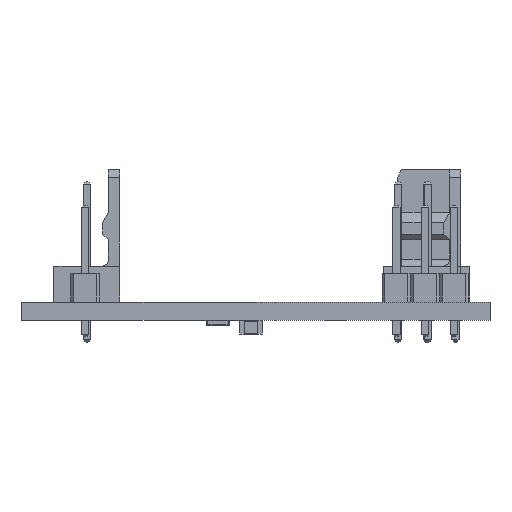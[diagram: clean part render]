
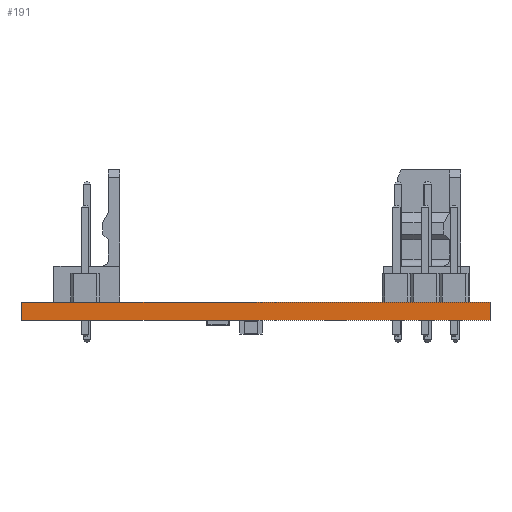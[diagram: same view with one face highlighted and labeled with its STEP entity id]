
A CAD part, front view. The second image highlights one B-rep face of the part: STEP entity #191.
In plain terms, the highlighted planar face has unit normal (0, -1, 0).
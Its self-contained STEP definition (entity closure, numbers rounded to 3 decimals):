
#135 = VERTEX_POINT('',#136);
#136 = CARTESIAN_POINT('',(168.275,-111.76,-1.6));
#142 = EDGE_CURVE('',#143,#135,#145,.T.);
#143 = VERTEX_POINT('',#144);
#144 = CARTESIAN_POINT('',(168.275,-111.76,0.));
#145 = LINE('',#146,#147);
#146 = CARTESIAN_POINT('',(168.275,-111.76,0.));
#147 = VECTOR('',#148,1.);
#148 = DIRECTION('',(0.,0.,-1.));
#166 = VERTEX_POINT('',#167);
#167 = CARTESIAN_POINT('',(127.,-111.76,-1.6));
#173 = EDGE_CURVE('',#174,#166,#176,.T.);
#174 = VERTEX_POINT('',#175);
#175 = CARTESIAN_POINT('',(127.,-111.76,0.));
#176 = LINE('',#177,#178);
#177 = CARTESIAN_POINT('',(127.,-111.76,0.));
#178 = VECTOR('',#179,1.);
#179 = DIRECTION('',(0.,0.,-1.));
#191 = ADVANCED_FACE('',(#192),#208,.T.);
#192 = FACE_BOUND('',#193,.T.);
#193 = EDGE_LOOP('',(#194,#195,#201,#202));
#194 = ORIENTED_EDGE('',*,*,#173,.T.);
#195 = ORIENTED_EDGE('',*,*,#196,.T.);
#196 = EDGE_CURVE('',#166,#135,#197,.T.);
#197 = LINE('',#198,#199);
#198 = CARTESIAN_POINT('',(127.,-111.76,-1.6));
#199 = VECTOR('',#200,1.);
#200 = DIRECTION('',(1.,0.,0.));
#201 = ORIENTED_EDGE('',*,*,#142,.F.);
#202 = ORIENTED_EDGE('',*,*,#203,.F.);
#203 = EDGE_CURVE('',#174,#143,#204,.T.);
#204 = LINE('',#205,#206);
#205 = CARTESIAN_POINT('',(127.,-111.76,0.));
#206 = VECTOR('',#207,1.);
#207 = DIRECTION('',(1.,0.,0.));
#208 = PLANE('',#209);
#209 = AXIS2_PLACEMENT_3D('',#210,#211,#212);
#210 = CARTESIAN_POINT('',(127.,-111.76,0.));
#211 = DIRECTION('',(0.,-1.,0.));
#212 = DIRECTION('',(1.,0.,0.));
